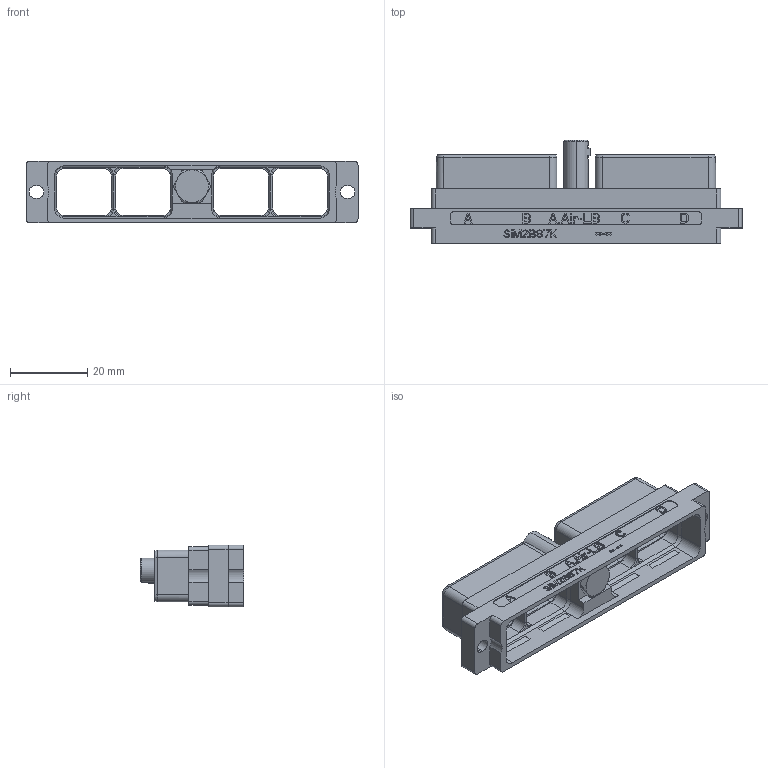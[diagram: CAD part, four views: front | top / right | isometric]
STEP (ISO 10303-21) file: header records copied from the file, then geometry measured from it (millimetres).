
FILE_DESCRIPTION((''),'2;1');
FILE_NAME('SIM2B87KB','2019-09-17T',('presta_be4'),(''),'PRO/ENGINEER BY PARAMETRIC TECHNOLOGY CORPORATION, 2014310','PRO/ENGINEER BY PARAMETRIC TECHNOLOGY CORPORATION, 2014310','');
FILE_SCHEMA(('CONFIG_CONTROL_DESIGN'));
Length unit declared in the file: millimetre
Products named in the file (1): SIM2B87KB
Bounding box: 85.89 x 26.65 x 15.93 mm (x, y, z)
Volume: 7328.4 mm3; surface area: 11226.6 mm2
Topology: 2 solids, 2 shells, 1169 faces, 3214 edges, 2106 vertices
Faces by surface type: plane 961, cylinder 118, cone 54, torus 32, bspline 4
Entity records: 39851 total; most frequent: CARTESIAN_POINT 9978, ORIENTED_EDGE 6424, DIRECTION 5763, EDGE_CURVE 3212, VECTOR 2793, LINE 2793, VERTEX_POINT 2106, AXIS2_PLACEMENT_3D 1485
